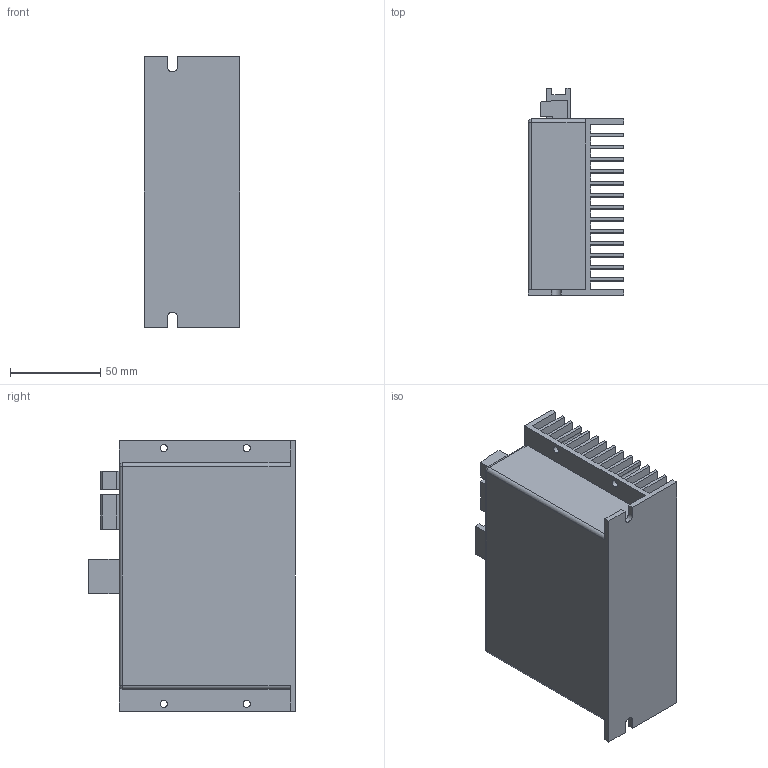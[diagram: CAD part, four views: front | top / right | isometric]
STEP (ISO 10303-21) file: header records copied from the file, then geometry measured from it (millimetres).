
FILE_DESCRIPTION((''),'2;1');
FILE_NAME('E08A','2024-06-23T17:17:42',('jason'),(''),'CREO PARAMETRIC BY PTC INC, 2022073','CREO PARAMETRIC BY PTC INC, 2022073','');
FILE_SCHEMA(('CONFIG_CONTROL_DESIGN'));
Length unit declared in the file: millimetre
Products named in the file (1): E08A
Bounding box: 53.2 x 114.7 x 150 mm (x, y, z)
Volume: 520769 mm3; surface area: 133728 mm2
Topology: 1 solids, 1 shells, 153 faces, 441 edges, 292 vertices
Faces by surface type: plane 136, cylinder 15, sphere 2
Entity records: 4999 total; most frequent: CARTESIAN_POINT 886, ORIENTED_EDGE 882, DIRECTION 785, EDGE_CURVE 441, VECTOR 403, LINE 403, VERTEX_POINT 292, AXIS2_PLACEMENT_3D 191
